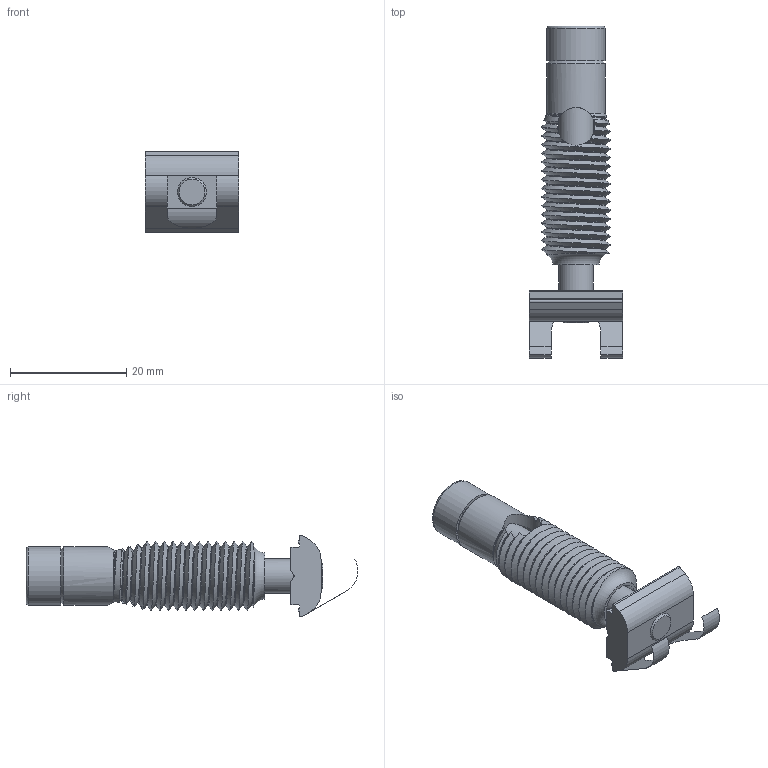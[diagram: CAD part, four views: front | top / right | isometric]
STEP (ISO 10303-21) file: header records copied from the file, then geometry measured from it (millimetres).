
FILE_DESCRIPTION(/* description */ ('Łącznik automatyczny M6x45 do profilu 164040L oraz 164545'),/* implementation_level */ '2;1');
FILE_NAME(/* name */ '341645.ipt.stp',/* time_stamp */ '2022-08-03T10:46:40+02:00',/* author */ ('aluteckkpl_am'),/* organization */ (''),/* preprocessor_version */ 'ST-DEVELOPER v18.1',/* originating_system */ 'Autodesk Inventor 2021',/* authorisation */ '');
FILE_SCHEMA (('CONFIG_CONTROL_DESIGN'));
Length unit declared in the file: millimetre
Products named in the file (1): 341645
Bounding box: 16 x 57.04 x 14 mm (x, y, z)
Volume: 4265 mm3; surface area: 3747.3 mm2
Topology: 1 solids, 2 shells, 174 faces, 517 edges, 349 vertices
Faces by surface type: plane 92, cylinder 41, bspline 31, cone 8, torus 2
Full cylindrical faces by diameter (mm): 6 x2, 6.5 x1, 7 x1, 10 x1, 10.1 x12
Entity records: 25680 total; most frequent: CARTESIAN_POINT 21111, ORIENTED_EDGE 1044, DIRECTION 714, EDGE_CURVE 528, VERTEX_POINT 349, LINE 252, VECTOR 252, AXIS2_PLACEMENT_3D 231
